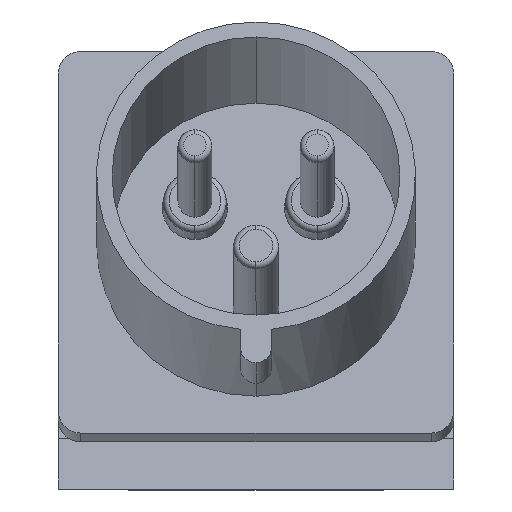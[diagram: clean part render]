
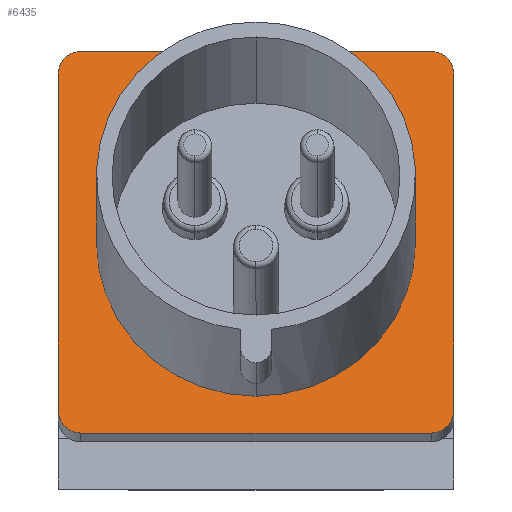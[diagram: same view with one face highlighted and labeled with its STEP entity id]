
A CAD part, top view. The second image highlights one B-rep face of the part: STEP entity #6435.
In plain terms, the highlighted planar face has unit normal (0, 0.259, 0.966).
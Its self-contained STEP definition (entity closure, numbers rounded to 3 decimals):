
#239 = DIRECTION ( 'NONE',  ( 0., -0.966, 0.259 ) ) ;
#363 = DIRECTION ( 'NONE',  ( 0., 0.259, 0.966 ) ) ;
#1034 = CARTESIAN_POINT ( 'NONE',  ( 0., 16.458, 87.302 ) ) ;
#1076 = CARTESIAN_POINT ( 'NONE',  ( -31., 13.802, 88.013 ) ) ;
#1105 = FACE_OUTER_BOUND ( 'NONE', #13481, .T. ) ;
#1170 = CIRCLE ( 'NONE', #10115, 28.25 ) ;
#1280 = VERTEX_POINT ( 'NONE', #10102 ) ;
#1627 = VECTOR ( 'NONE', #4154, 1000. ) ;
#1653 = ORIENTED_EDGE ( 'NONE', *, *, #6795, .T. ) ;
#2089 = ORIENTED_EDGE ( 'NONE', *, *, #6901, .T. ) ;
#2281 = DIRECTION ( 'NONE',  ( 0., -0.966, 0.259 ) ) ;
#2392 = CIRCLE ( 'NONE', #6335, 4. ) ;
#2467 = CARTESIAN_POINT ( 'NONE',  ( -35., 9.938, 89.049 ) ) ;
#2514 = CARTESIAN_POINT ( 'NONE',  ( 35., 73.689, 71.967 ) ) ;
#2534 = ORIENTED_EDGE ( 'NONE', *, *, #6011, .T. ) ;
#2573 = LINE ( 'NONE', #9314, #8216 ) ;
#2797 = VERTEX_POINT ( 'NONE', #11702 ) ;
#3148 = CARTESIAN_POINT ( 'NONE',  ( 31., 77.553, 70.931 ) ) ;
#3284 = CARTESIAN_POINT ( 'NONE',  ( 31., 73.689, 71.967 ) ) ;
#3780 = DIRECTION ( 'NONE',  ( 0., 0.259, 0.966 ) ) ;
#4048 = CIRCLE ( 'NONE', #5067, 4. ) ;
#4154 = DIRECTION ( 'NONE',  ( -1., 0., 0. ) ) ;
#4259 = AXIS2_PLACEMENT_3D ( 'NONE', #1076, #9398, #2281 ) ;
#4263 = FACE_BOUND ( 'NONE', #13782, .T. ) ;
#4345 = ORIENTED_EDGE ( 'NONE', *, *, #11300, .F. ) ;
#4477 = DIRECTION ( 'NONE',  ( 0., -0.966, 0.259 ) ) ;
#4884 = CARTESIAN_POINT ( 'NONE',  ( 35., 13.802, 88.013 ) ) ;
#4963 = AXIS2_PLACEMENT_3D ( 'NONE', #6297, #363, #8688 ) ;
#4982 = DIRECTION ( 'NONE',  ( 0., -0.966, 0.259 ) ) ;
#5067 = AXIS2_PLACEMENT_3D ( 'NONE', #14243, #7384, #239 ) ;
#5171 = LINE ( 'NONE', #2467, #14055 ) ;
#5187 = EDGE_CURVE ( 'NONE', #6452, #6334, #6315, .T. ) ;
#5312 = EDGE_CURVE ( 'NONE', #13614, #14596, #15053, .T. ) ;
#5720 = EDGE_CURVE ( 'NONE', #14596, #2797, #8150, .T. ) ;
#5775 = ORIENTED_EDGE ( 'NONE', *, *, #5312, .T. ) ;
#6011 = EDGE_CURVE ( 'NONE', #2797, #6651, #2392, .T. ) ;
#6297 = CARTESIAN_POINT ( 'NONE',  ( 0., 22.928, 85.568 ) ) ;
#6315 = CIRCLE ( 'NONE', #8250, 28.25 ) ;
#6334 = VERTEX_POINT ( 'NONE', #1034 ) ;
#6335 = AXIS2_PLACEMENT_3D ( 'NONE', #10863, #3780, #12030 ) ;
#6396 = EDGE_CURVE ( 'NONE', #6651, #7694, #2573, .T. ) ;
#6435 = ADVANCED_FACE ( 'NONE', ( #1105, #4263 ), #13234, .T. ) ;
#6439 = ORIENTED_EDGE ( 'NONE', *, *, #6972, .T. ) ;
#6452 = VERTEX_POINT ( 'NONE', #11020 ) ;
#6481 = EDGE_CURVE ( 'NONE', #12270, #13614, #6708, .T. ) ;
#6617 = DIRECTION ( 'NONE',  ( 0., 0.259, 0.966 ) ) ;
#6631 = CARTESIAN_POINT ( 'NONE',  ( 0., 43.746, 79.99 ) ) ;
#6651 = VERTEX_POINT ( 'NONE', #11412 ) ;
#6708 = LINE ( 'NONE', #11066, #9843 ) ;
#6795 = EDGE_CURVE ( 'NONE', #7694, #10367, #12834, .T. ) ;
#6901 = EDGE_CURVE ( 'NONE', #10367, #1280, #5171, .T. ) ;
#6972 = EDGE_CURVE ( 'NONE', #1280, #12270, #4048, .T. ) ;
#7384 = DIRECTION ( 'NONE',  ( 0., 0.259, 0.966 ) ) ;
#7694 = VERTEX_POINT ( 'NONE', #13018 ) ;
#7779 = CARTESIAN_POINT ( 'NONE',  ( -35., 77.553, 70.931 ) ) ;
#7818 = AXIS2_PLACEMENT_3D ( 'NONE', #3284, #11545, #4477 ) ;
#7861 = DIRECTION ( 'NONE',  ( 0., -0.966, 0.259 ) ) ;
#8150 = LINE ( 'NONE', #7779, #1627 ) ;
#8216 = VECTOR ( 'NONE', #4982, 1000. ) ;
#8250 = AXIS2_PLACEMENT_3D ( 'NONE', #6631, #14690, #7861 ) ;
#8688 = DIRECTION ( 'NONE',  ( 0., -0.966, 0.259 ) ) ;
#8709 = ORIENTED_EDGE ( 'NONE', *, *, #6481, .T. ) ;
#9314 = CARTESIAN_POINT ( 'NONE',  ( -35., 77.553, 70.931 ) ) ;
#9398 = DIRECTION ( 'NONE',  ( 0., 0.259, 0.966 ) ) ;
#9541 = ORIENTED_EDGE ( 'NONE', *, *, #5187, .F. ) ;
#9843 = VECTOR ( 'NONE', #12173, 1000. ) ;
#10102 = CARTESIAN_POINT ( 'NONE',  ( 31., 9.938, 89.049 ) ) ;
#10115 = AXIS2_PLACEMENT_3D ( 'NONE', #13525, #6617, #14677 ) ;
#10367 = VERTEX_POINT ( 'NONE', #13247 ) ;
#10863 = CARTESIAN_POINT ( 'NONE',  ( -31., 73.689, 71.967 ) ) ;
#11020 = CARTESIAN_POINT ( 'NONE',  ( 0., 71.033, 72.678 ) ) ;
#11066 = CARTESIAN_POINT ( 'NONE',  ( 35., 77.553, 70.931 ) ) ;
#11300 = EDGE_CURVE ( 'NONE', #6334, #6452, #1170, .T. ) ;
#11412 = CARTESIAN_POINT ( 'NONE',  ( -35., 73.689, 71.967 ) ) ;
#11545 = DIRECTION ( 'NONE',  ( 0., 0.259, 0.966 ) ) ;
#11702 = CARTESIAN_POINT ( 'NONE',  ( -31., 77.553, 70.931 ) ) ;
#11867 = DIRECTION ( 'NONE',  ( 1., 0., 0. ) ) ;
#12030 = DIRECTION ( 'NONE',  ( 0., -0.966, 0.259 ) ) ;
#12173 = DIRECTION ( 'NONE',  ( 0., 0.966, -0.259 ) ) ;
#12270 = VERTEX_POINT ( 'NONE', #4884 ) ;
#12834 = CIRCLE ( 'NONE', #4259, 4. ) ;
#13018 = CARTESIAN_POINT ( 'NONE',  ( -35., 13.802, 88.013 ) ) ;
#13067 = ORIENTED_EDGE ( 'NONE', *, *, #6396, .T. ) ;
#13171 = ORIENTED_EDGE ( 'NONE', *, *, #5720, .T. ) ;
#13234 = PLANE ( 'NONE',  #4963 ) ;
#13247 = CARTESIAN_POINT ( 'NONE',  ( -31., 9.938, 89.049 ) ) ;
#13481 = EDGE_LOOP ( 'NONE', ( #13067, #1653, #2089, #6439, #8709, #5775, #13171, #2534 ) ) ;
#13525 = CARTESIAN_POINT ( 'NONE',  ( 0., 43.746, 79.99 ) ) ;
#13614 = VERTEX_POINT ( 'NONE', #2514 ) ;
#13782 = EDGE_LOOP ( 'NONE', ( #9541, #4345 ) ) ;
#14055 = VECTOR ( 'NONE', #11867, 1000. ) ;
#14243 = CARTESIAN_POINT ( 'NONE',  ( 31., 13.802, 88.013 ) ) ;
#14596 = VERTEX_POINT ( 'NONE', #3148 ) ;
#14677 = DIRECTION ( 'NONE',  ( 0., -0.966, 0.259 ) ) ;
#14690 = DIRECTION ( 'NONE',  ( 0., 0.259, 0.966 ) ) ;
#15053 = CIRCLE ( 'NONE', #7818, 4. ) ;
